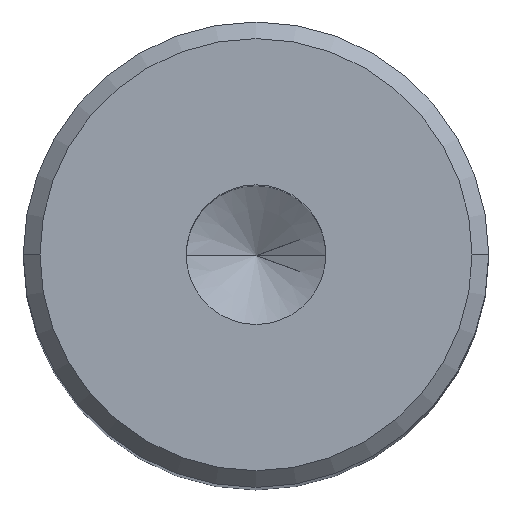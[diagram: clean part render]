
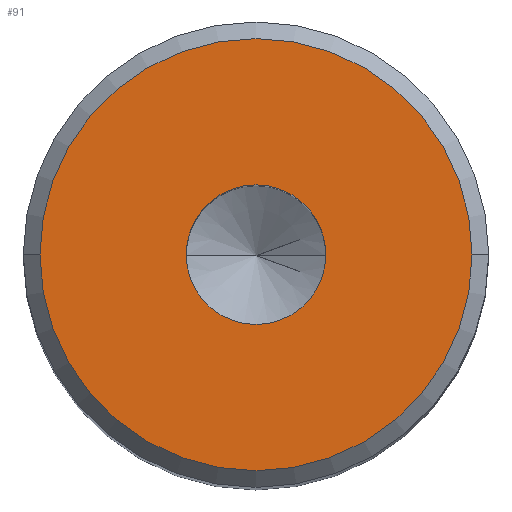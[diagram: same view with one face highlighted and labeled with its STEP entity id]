
A CAD part, top view. The second image highlights one B-rep face of the part: STEP entity #91.
In plain terms, the highlighted planar face has unit normal (0, 0, 1).
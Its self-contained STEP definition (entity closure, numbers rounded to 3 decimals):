
#17 = CIRCLE ( 'NONE', #240, 6.5 ) ;
#25 = DIRECTION ( 'NONE',  ( 1., 0., 0. ) ) ;
#34 = CARTESIAN_POINT ( 'NONE',  ( 0., 0., 0. ) ) ;
#40 = FACE_BOUND ( 'NONE', #347, .T. ) ;
#44 = VERTEX_POINT ( 'NONE', #253 ) ;
#56 = AXIS2_PLACEMENT_3D ( 'NONE', #241, #418, #559 ) ;
#58 = EDGE_CURVE ( 'NONE', #553, #44, #397, .T. ) ;
#64 = AXIS2_PLACEMENT_3D ( 'NONE', #34, #529, #120 ) ;
#71 = DIRECTION ( 'NONE',  ( 0., 0., 1. ) ) ;
#91 = ADVANCED_FACE ( 'NONE', ( #40, #402 ), #174, .T. ) ;
#115 = EDGE_CURVE ( 'NONE', #410, #267, #530, .T. ) ;
#120 = DIRECTION ( 'NONE',  ( 1., 0., 0. ) ) ;
#164 = CARTESIAN_POINT ( 'NONE',  ( -6.5, 0., 0. ) ) ;
#174 = PLANE ( 'NONE',  #325 ) ;
#220 = ORIENTED_EDGE ( 'NONE', *, *, #547, .F. ) ;
#240 = AXIS2_PLACEMENT_3D ( 'NONE', #525, #71, #483 ) ;
#241 = CARTESIAN_POINT ( 'NONE',  ( 0., 0., 0. ) ) ;
#243 = DIRECTION ( 'NONE',  ( 0., 0., 1. ) ) ;
#244 = EDGE_LOOP ( 'NONE', ( #434, #272 ) ) ;
#253 = CARTESIAN_POINT ( 'NONE',  ( 2.1, 0., 0. ) ) ;
#267 = VERTEX_POINT ( 'NONE', #533 ) ;
#272 = ORIENTED_EDGE ( 'NONE', *, *, #338, .T. ) ;
#316 = AXIS2_PLACEMENT_3D ( 'NONE', #475, #243, #25 ) ;
#325 = AXIS2_PLACEMENT_3D ( 'NONE', #355, #535, #472 ) ;
#338 = EDGE_CURVE ( 'NONE', #267, #410, #17, .T. ) ;
#347 = EDGE_LOOP ( 'NONE', ( #220, #537 ) ) ;
#355 = CARTESIAN_POINT ( 'NONE',  ( 0., 0., 0. ) ) ;
#397 = CIRCLE ( 'NONE', #64, 2.1 ) ;
#402 = FACE_OUTER_BOUND ( 'NONE', #244, .T. ) ;
#410 = VERTEX_POINT ( 'NONE', #164 ) ;
#418 = DIRECTION ( 'NONE',  ( 0., 0., 1. ) ) ;
#428 = CARTESIAN_POINT ( 'NONE',  ( -2.1, 0., 0. ) ) ;
#434 = ORIENTED_EDGE ( 'NONE', *, *, #115, .T. ) ;
#449 = CIRCLE ( 'NONE', #316, 2.1 ) ;
#472 = DIRECTION ( 'NONE',  ( 1., 0., 0. ) ) ;
#475 = CARTESIAN_POINT ( 'NONE',  ( 0., 0., 0. ) ) ;
#483 = DIRECTION ( 'NONE',  ( 1., 0., 0. ) ) ;
#525 = CARTESIAN_POINT ( 'NONE',  ( 0., 0., 0. ) ) ;
#529 = DIRECTION ( 'NONE',  ( 0., 0., 1. ) ) ;
#530 = CIRCLE ( 'NONE', #56, 6.5 ) ;
#533 = CARTESIAN_POINT ( 'NONE',  ( 6.5, 0., 0. ) ) ;
#535 = DIRECTION ( 'NONE',  ( 0., 0., 1. ) ) ;
#537 = ORIENTED_EDGE ( 'NONE', *, *, #58, .F. ) ;
#547 = EDGE_CURVE ( 'NONE', #44, #553, #449, .T. ) ;
#553 = VERTEX_POINT ( 'NONE', #428 ) ;
#559 = DIRECTION ( 'NONE',  ( 1., 0., 0. ) ) ;
